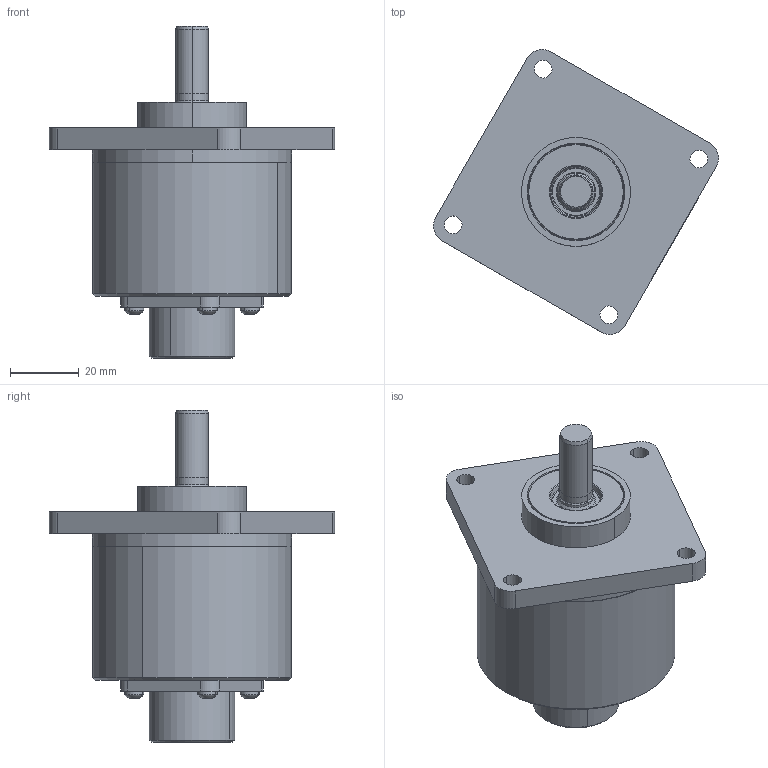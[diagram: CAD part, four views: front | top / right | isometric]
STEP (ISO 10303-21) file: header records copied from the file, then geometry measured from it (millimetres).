
FILE_DESCRIPTION((''),'2;1');
FILE_NAME('527235','2010-11-10T',('se2802'),(''),'PRO/ENGINEER BY PARAMETRIC TECHNOLOGY CORPORATION, 2010180','PRO/ENGINEER BY PARAMETRIC TECHNOLOGY CORPORATION, 2010180','');
FILE_SCHEMA(('CONFIG_CONTROL_DESIGN'));
Length unit declared in the file: millimetre
Products named in the file (1): 527235
Bounding box: 83.08 x 83.08 x 96.7 mm (x, y, z)
Volume: 149197 mm3; surface area: 23916.9 mm2
Topology: 1 solids, 1 shells, 1106 faces, 2990 edges, 1980 vertices
Faces by surface type: plane 494, extrusion 324, cylinder 240, torus 20, cone 14, sphere 14
Entity records: 38861 total; most frequent: CARTESIAN_POINT 11927, ORIENTED_EDGE 5980, DIRECTION 4712, EDGE_CURVE 2990, VERTEX_POINT 1980, VECTOR 1856, LINE 1532, AXIS2_PLACEMENT_3D 1428
